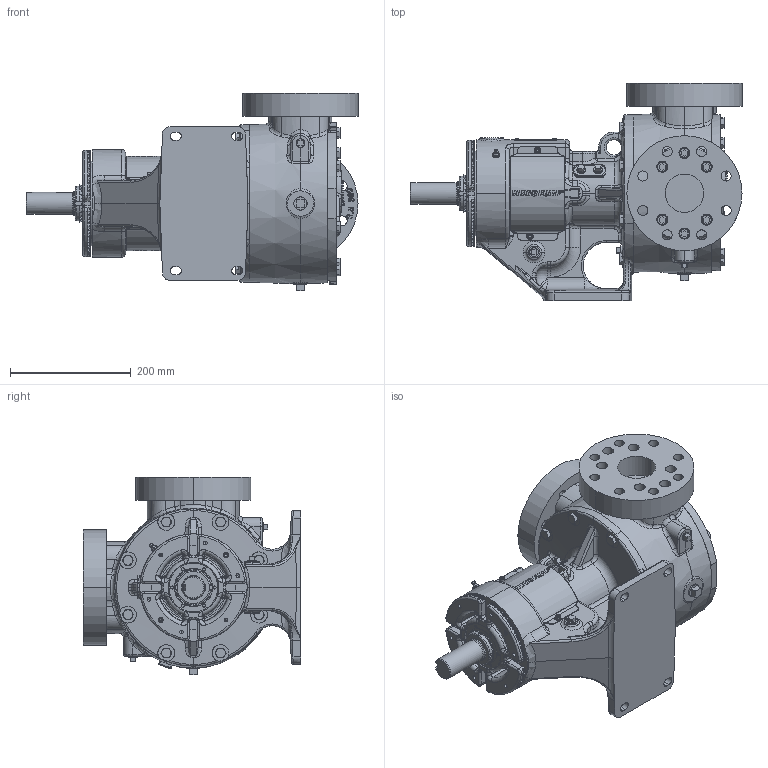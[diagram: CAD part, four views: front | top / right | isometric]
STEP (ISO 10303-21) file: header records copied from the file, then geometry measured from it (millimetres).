
FILE_DESCRIPTION (( 'STEP AP214' ), '1' );
FILE_NAME ('LV-4519.STEP', '2024-04-03T14:31:32', ( '' ), ( '' ), 'SwSTEP 2.0', 'SolidWorks 2022', '' );
FILE_SCHEMA (( 'AUTOMOTIVE_DESIGN' ));
Length unit declared in the file: inch
Products named in the file (1): LV-4519
Bounding box: 549.43 x 360.36 x 327.11 mm (x, y, z)
Volume: 15317261.8 mm3; surface area: 897080.9 mm2
Topology: 1 solids, 13 shells, 4520 faces, 11521 edges, 7227 vertices
Faces by surface type: plane 1520, bspline 1298, cylinder 968, cone 593, torus 83, sphere 58
Entity records: 254423 total; most frequent: CARTESIAN_POINT 97849, ORIENTED_EDGE 22904, DIRECTION 16416, EDGE_CURVE 11452, VERTEX_POINT 7224, AXIS2_PLACEMENT_3D 6188, EDGE_LOOP 4864, DIMENSIONAL_EXPONENTS 4523
